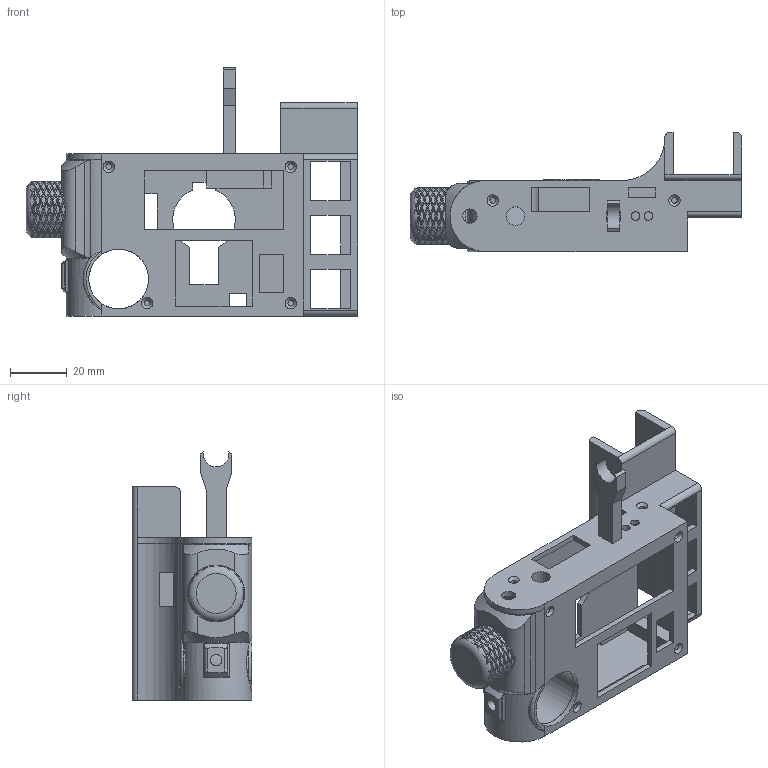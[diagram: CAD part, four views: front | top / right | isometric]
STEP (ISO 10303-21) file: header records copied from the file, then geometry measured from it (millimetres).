
FILE_DESCRIPTION(/* description */ (''),/* implementation_level */ '2;1');
FILE_NAME(/* name */ 'otsi 16012024.step',/* time_stamp */ '2024-01-16T20:08:28+01:00',/* author */ (''),/* organization */ (''),/* preprocessor_version */ 'ST-DEVELOPER v20',/* originating_system */ 'Autodesk Translation Framework v12.14.0.127',/* authorisation */ '');
FILE_SCHEMA (('AUTOMOTIVE_DESIGN { 1 0 10303 214 3 1 1 }'));
Length unit declared in the file: millimetre
Products named in the file (5): otsi; knob; body; cover; antena holder
Assembly tree (4 placements, depth 2):
  otsi
    knob
    body
    cover
    antena holder
Bounding box: 116.43 x 42 x 87.2 mm (x, y, z)
Volume: 48943.9 mm3; surface area: 41917.5 mm2
Topology: 4 solids, 4 shells, 1037 faces, 2362 edges, 1339 vertices
Faces by surface type: bspline 623, plane 206, cylinder 184, torus 13, cone 11
Full cylindrical faces by diameter (mm): 2 x6, 3 x10, 4 x1, 5 x1, 6.5 x1, 7 x1, 8.5 x1, 20 x1, 21 x1
Entity records: 38623 total; most frequent: CARTESIAN_POINT 20401, ORIENTED_EDGE 4724, EDGE_CURVE 2362, DIRECTION 1766, B_SPLINE_CURVE_WITH_KNOTS 1560, VERTEX_POINT 1339, EDGE_LOOP 1111, FACE_OUTER_BOUND 1037
